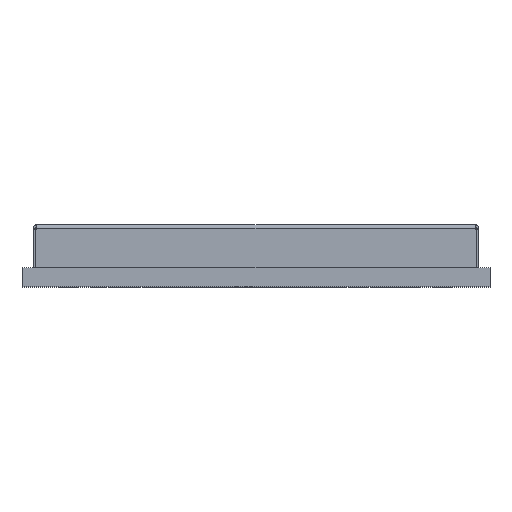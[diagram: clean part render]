
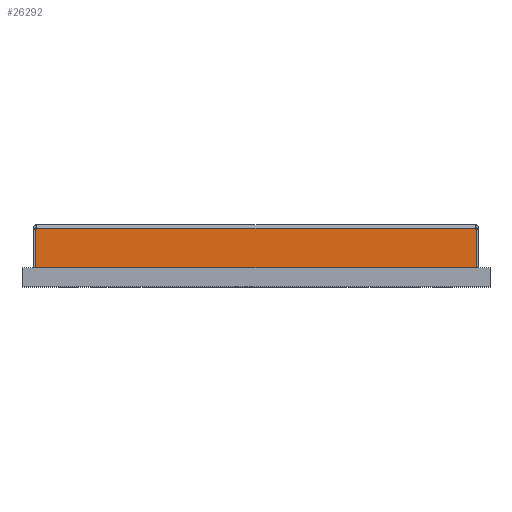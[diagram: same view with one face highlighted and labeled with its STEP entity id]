
A CAD part, top view. The second image highlights one B-rep face of the part: STEP entity #26292.
In plain terms, the highlighted planar face has unit normal (0, 0, 1).
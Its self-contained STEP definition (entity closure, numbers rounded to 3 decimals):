
#12 = VECTOR ( 'NONE', #26820, 1000. ) ;
#1890 = LINE ( 'NONE', #20607, #24184 ) ;
#2075 = DIRECTION ( 'NONE',  ( 0., -1., 0. ) ) ;
#2645 = EDGE_CURVE ( 'NONE', #10039, #21024, #26158, .T. ) ;
#2823 = VECTOR ( 'NONE', #22801, 1000. ) ;
#2837 = CARTESIAN_POINT ( 'NONE',  ( -9.175, 31.575, 9.325 ) ) ;
#2846 = ORIENTED_EDGE ( 'NONE', *, *, #11631, .F. ) ;
#3116 = AXIS2_PLACEMENT_3D ( 'NONE', #24527, #15545, #4283 ) ;
#3219 = CARTESIAN_POINT ( 'NONE',  ( -9.218, 2.41, 9.325 ) ) ;
#4283 = DIRECTION ( 'NONE',  ( -1., 0., 0. ) ) ;
#4507 = CARTESIAN_POINT ( 'NONE',  ( 9.218, 31.575, 9.325 ) ) ;
#4526 = CARTESIAN_POINT ( 'NONE',  ( 9.218, 0.8, 9.325 ) ) ;
#4544 = ORIENTED_EDGE ( 'NONE', *, *, #6496, .T. ) ;
#4924 = CARTESIAN_POINT ( 'NONE',  ( -9.175, 2.45, 9.325 ) ) ;
#5112 = DIRECTION ( 'NONE',  ( 1., 0., 0. ) ) ;
#6140 = LINE ( 'NONE', #11064, #9907 ) ;
#6496 = EDGE_CURVE ( 'NONE', #14809, #25466, #24511, .T. ) ;
#6558 = CARTESIAN_POINT ( 'NONE',  ( -9.175, 2.41, 9.325 ) ) ;
#6722 = ORIENTED_EDGE ( 'NONE', *, *, #10404, .F. ) ;
#6727 = LINE ( 'NONE', #4924, #16450 ) ;
#8100 = ORIENTED_EDGE ( 'NONE', *, *, #25333, .T. ) ;
#9478 = ORIENTED_EDGE ( 'NONE', *, *, #20063, .T. ) ;
#9907 = VECTOR ( 'NONE', #26731, 1000. ) ;
#10039 = VERTEX_POINT ( 'NONE', #28162 ) ;
#10404 = EDGE_CURVE ( 'NONE', #18511, #21024, #6140, .T. ) ;
#10974 = CARTESIAN_POINT ( 'NONE',  ( 9.175, 2.41, 9.325 ) ) ;
#11064 = CARTESIAN_POINT ( 'NONE',  ( 9.325, 2.41, 9.325 ) ) ;
#11440 = FACE_OUTER_BOUND ( 'NONE', #27509, .T. ) ;
#11631 = EDGE_CURVE ( 'NONE', #14809, #24393, #1890, .T. ) ;
#12112 = LINE ( 'NONE', #4507, #12 ) ;
#12135 = EDGE_CURVE ( 'NONE', #18511, #17560, #20182, .T. ) ;
#12227 = VECTOR ( 'NONE', #5112, 1000. ) ;
#12282 = ORIENTED_EDGE ( 'NONE', *, *, #12135, .T. ) ;
#14809 = VERTEX_POINT ( 'NONE', #10974 ) ;
#14860 = EDGE_CURVE ( 'NONE', #28369, #24393, #12112, .T. ) ;
#15495 = CARTESIAN_POINT ( 'NONE',  ( -9.218, 31.575, 9.325 ) ) ;
#15545 = DIRECTION ( 'NONE',  ( 0., 0., -1. ) ) ;
#16450 = VECTOR ( 'NONE', #18315, 1000. ) ;
#16567 = CARTESIAN_POINT ( 'NONE',  ( 9.175, 31.575, 9.325 ) ) ;
#17290 = CARTESIAN_POINT ( 'NONE',  ( 9.218, 2.41, 9.325 ) ) ;
#17560 = VERTEX_POINT ( 'NONE', #17930 ) ;
#17930 = CARTESIAN_POINT ( 'NONE',  ( -9.218, 0.8, 9.325 ) ) ;
#18315 = DIRECTION ( 'NONE',  ( -1., 0., 0. ) ) ;
#18373 = ORIENTED_EDGE ( 'NONE', *, *, #2645, .T. ) ;
#18511 = VERTEX_POINT ( 'NONE', #3219 ) ;
#18513 = DIRECTION ( 'NONE',  ( 0., 1., 0. ) ) ;
#18609 = CARTESIAN_POINT ( 'NONE',  ( 9.175, 2.45, 9.325 ) ) ;
#20063 = EDGE_CURVE ( 'NONE', #17560, #28369, #20315, .T. ) ;
#20138 = PLANE ( 'NONE',  #3116 ) ;
#20182 = LINE ( 'NONE', #15495, #27150 ) ;
#20315 = LINE ( 'NONE', #25168, #12227 ) ;
#20607 = CARTESIAN_POINT ( 'NONE',  ( 9.325, 2.41, 9.325 ) ) ;
#21024 = VERTEX_POINT ( 'NONE', #6558 ) ;
#22801 = DIRECTION ( 'NONE',  ( 0., -1., 0. ) ) ;
#22938 = DIRECTION ( 'NONE',  ( 1., 0., 0. ) ) ;
#23807 = VECTOR ( 'NONE', #18513, 1000. ) ;
#24184 = VECTOR ( 'NONE', #22938, 1000. ) ;
#24393 = VERTEX_POINT ( 'NONE', #17290 ) ;
#24511 = LINE ( 'NONE', #16567, #23807 ) ;
#24527 = CARTESIAN_POINT ( 'NONE',  ( 9.325, 31.575, 9.325 ) ) ;
#25168 = CARTESIAN_POINT ( 'NONE',  ( 9.325, 0.8, 9.325 ) ) ;
#25333 = EDGE_CURVE ( 'NONE', #25466, #10039, #6727, .T. ) ;
#25439 = ORIENTED_EDGE ( 'NONE', *, *, #14860, .T. ) ;
#25466 = VERTEX_POINT ( 'NONE', #18609 ) ;
#26158 = LINE ( 'NONE', #2837, #2823 ) ;
#26292 = ADVANCED_FACE ( 'NONE', ( #11440 ), #20138, .F. ) ;
#26731 = DIRECTION ( 'NONE',  ( 1., 0., 0. ) ) ;
#26820 = DIRECTION ( 'NONE',  ( 0., 1., 0. ) ) ;
#27150 = VECTOR ( 'NONE', #2075, 1000. ) ;
#27509 = EDGE_LOOP ( 'NONE', ( #4544, #8100, #18373, #6722, #12282, #9478, #25439, #2846 ) ) ;
#28162 = CARTESIAN_POINT ( 'NONE',  ( -9.175, 2.45, 9.325 ) ) ;
#28369 = VERTEX_POINT ( 'NONE', #4526 ) ;
